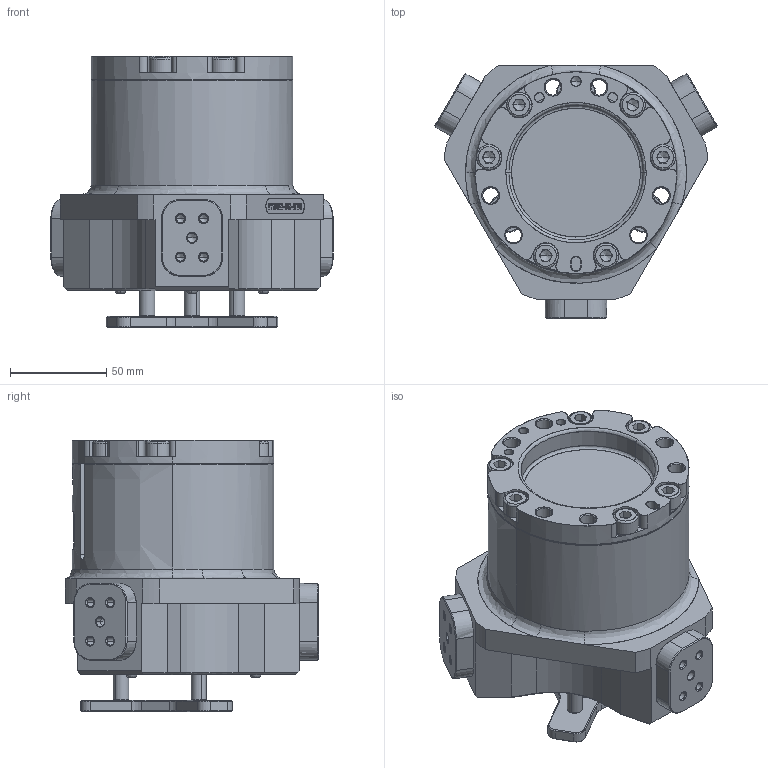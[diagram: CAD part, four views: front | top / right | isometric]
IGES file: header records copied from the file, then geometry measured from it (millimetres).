
Start section: SolidWorks IGES file using analytic representation for surfaces
Global section: file name: FY56N-80-BTS.IGS; native system: SolidWorks 2020; preprocessor: SolidWorks 2020; author: Administrator; date: 231113.155751; units: millimetre
Bounding box: 146.91 x 131.87 x 141.28 mm (x, y, z)
Surface area: 210855.8 mm2 (no closed solid volume)
Topology: 0 solids, 0 shells, 1828 faces, 21572 edges, 21497 vertices
Faces by surface type: bspline 1060, revolution 768
